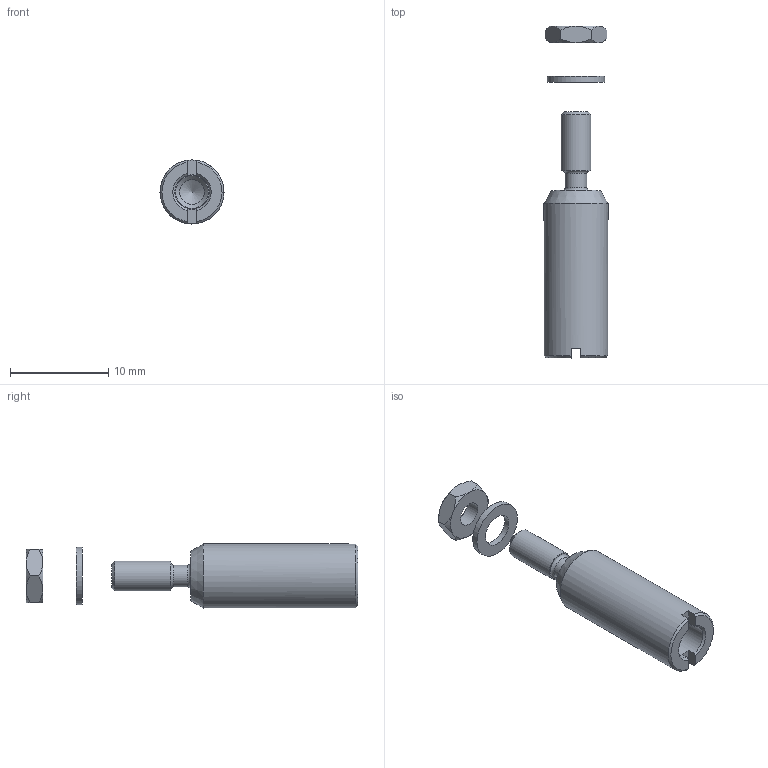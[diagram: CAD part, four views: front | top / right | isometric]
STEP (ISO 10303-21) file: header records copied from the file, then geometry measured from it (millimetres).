
FILE_DESCRIPTION(/* description */ (''),/* implementation_level */ '2;1');
FILE_NAME(/* name */ 'C3D-VN03_030_0020_1_XX.stp',/* time_stamp */ '2017-07-19T10:06:31+02:00',/* author */ (''),/* organization */ (''),/* preprocessor_version */ 'ST-DEVELOPER v15',/* originating_system */ 'SIEMENS PLM Software NX 9.0',/* authorisation */ '');
FILE_SCHEMA (('AP203_CONFIGURATION_CONTROLLED_3D_DESIGN_OF_MECHANICAL_PARTS_AND_ASSEMBLIES_MIM_LF { 1 0 10303 403 2 1 2}'));
Length unit declared in the file: millimetre
Products named in the file (1): MBer0324FB8Dbvsx
Bounding box: 6.5 x 33.7 x 6.5 mm (x, y, z)
Volume: 573.3 mm3; surface area: 700.8 mm2
Topology: 3 solids, 3 shells, 53 faces, 118 edges, 73 vertices
Faces by surface type: plane 22, cone 21, cylinder 8, torus 2
Full cylindrical faces by diameter (mm): 2.2 x1, 2.5 x2, 3 x1, 3.35 x1, 3.5 x1, 5.8 x1, 6.5 x1
Entity records: 1505 total; most frequent: CARTESIAN_POINT 346, DIRECTION 211, ORIENTED_EDGE 210, EDGE_CURVE 105, AXIS2_PLACEMENT_3D 96, VERTEX_POINT 71, EDGE_LOOP 69, ADVANCED_FACE 53
